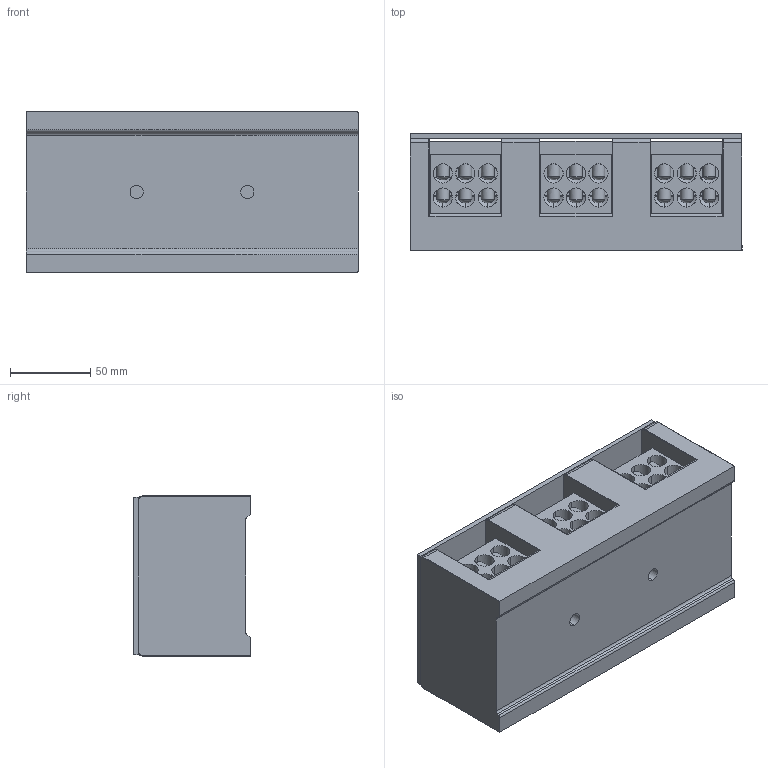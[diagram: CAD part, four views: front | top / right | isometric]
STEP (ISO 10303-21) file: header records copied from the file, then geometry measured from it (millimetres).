
FILE_DESCRIPTION((''),'2;1');
FILE_NAME('UDJ-6003_6_50','2024-07-05T',('dell'),(''),'PRO/ENGINEER BY PARAMETRIC TECHNOLOGY CORPORATION, 2013230','PRO/ENGINEER BY PARAMETRIC TECHNOLOGY CORPORATION, 2013230','');
FILE_SCHEMA(('AUTOMOTIVE_DESIGN { 1 0 10303 214 1 1 1 1 }'));
Products named in the file (1): UDJ-6003_6_50
Bounding box: 207 x 73 x 100 mm (x, y, z)
Volume: 1001200.3 mm3; surface area: 212014.2 mm2
Topology: 4 solids, 37 shells, 1963 faces, 5400 edges, 3426 vertices
Faces by surface type: plane 1267, cylinder 323, cone 165, bspline 132, sphere 48, torus 28
Entity records: 70180 total; most frequent: CARTESIAN_POINT 21315, ORIENTED_EDGE 10584, DIRECTION 9403, EDGE_CURVE 5292, VECTOR 3781, LINE 3781, VERTEX_POINT 3426, AXIS2_PLACEMENT_3D 2811
